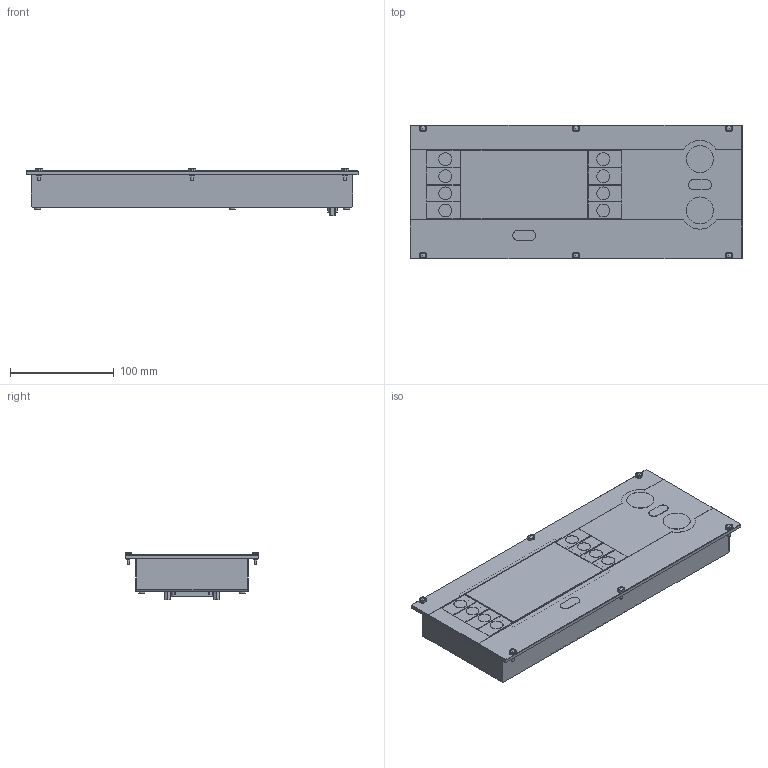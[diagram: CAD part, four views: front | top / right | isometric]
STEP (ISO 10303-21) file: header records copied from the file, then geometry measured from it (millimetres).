
FILE_DESCRIPTION(/* description */ (''),/* implementation_level */ '2;1');
FILE_NAME(/* name */ 'Bedieneinheit_Rackversion_008.stp',/* time_stamp */ '2011-07-22T13:34:14+02:00',/* author */ (''),/* organization */ (''),/* preprocessor_version */ 'ST-DEVELOPER v11',/* originating_system */ 'SIEMENS UGS NX 6.0',/* authorisation */ '');
FILE_SCHEMA (('CONFIG_CONTROL_DESIGN'));
Length unit declared in the file: millimetre
Products named in the file (10): Linsenschraube-DIN7985_M2_5x_002; Distanzbolzen_M3x8_001; XXY316_001; 3800184900_001; 3200_1058_00_005; Rack_Bedieneinheit_003; XXY335_001; SHR FLKPF KRZSZ  M 3 X  5_001; Bedieneinheit_Rackversion_P_007; Bedieneinheit_Rackversion_008
Assembly tree (26 placements, depth 3):
  Bedieneinheit_Rackversion_008
    Bedieneinheit_Rackversion_P_007
      SHR FLKPF KRZSZ  M 3 X  5_001  x6
      XXY335_001  x6
      Rack_Bedieneinheit_003
      3200_1058_00_005  x2
      3800184900_001
      XXY316_001
      Distanzbolzen_M3x8_001  x2
      Linsenschraube-DIN7985_M2_5x_002  x6
Bounding box: 319.7 x 128.6 x 45.6 mm (x, y, z)
Volume: 285697.4 mm3; surface area: 341042.7 mm2
Topology: 26 solids, 26 shells, 610 faces, 1478 edges, 989 vertices
Faces by surface type: plane 371, cylinder 211, cone 16, sphere 12
Full cylindrical faces by diameter (mm): 1 x25, 2.4 x2, 2.5 x6, 3 x16, 3.5 x8, 5 x12, 6 x6, 12.4 x8, 26 x2
Entity records: 11151 total; most frequent: DIRECTION 1705, CARTESIAN_POINT 1661, ORIENTED_EDGE 1464, EDGE_CURVE 732, AXIS2_PLACEMENT_3D 617, VERTEX_POINT 525, EDGE_LOOP 486, LINE 471
